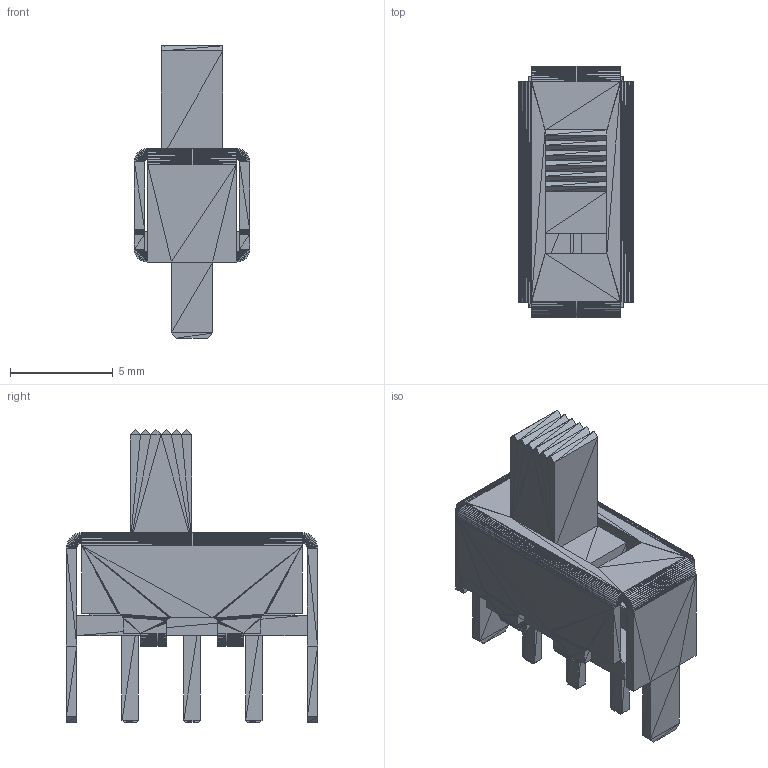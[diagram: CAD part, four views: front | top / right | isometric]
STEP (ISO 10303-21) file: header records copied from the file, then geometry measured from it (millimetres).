
FILE_DESCRIPTION(('FreeCAD Model'),'2;1');
FILE_NAME('Tayda_Slide_Switch_SPDT.step','2019-03-01T14:20:39',('Author'),(''), 'Open CASCADE STEP processor 7.2','FreeCAD','Unknown');
FILE_SCHEMA(('AUTOMOTIVE_DESIGN { 1 0 10303 214 1 1 1 1 }'));
Products named in the file (1): switch_wtl_to_stl003_sp
Bounding box: 5.6 x 12.2 x 14.2 mm (x, y, z)
Surface area: 854.1 mm2 (no closed solid volume)
Topology: 0 solids, 3 shells, 2578 faces, 4774 edges, 2177 vertices
Faces by surface type: plane 2578
Entity records: 58233 total; most frequent: DIRECTION 9895, ORIENTED_EDGE 9518, CARTESIAN_POINT 9494, EDGE_CURVE 4755, LINE 4755, VECTOR 4755, FACE_BOUND 2574, EDGE_LOOP 2574
